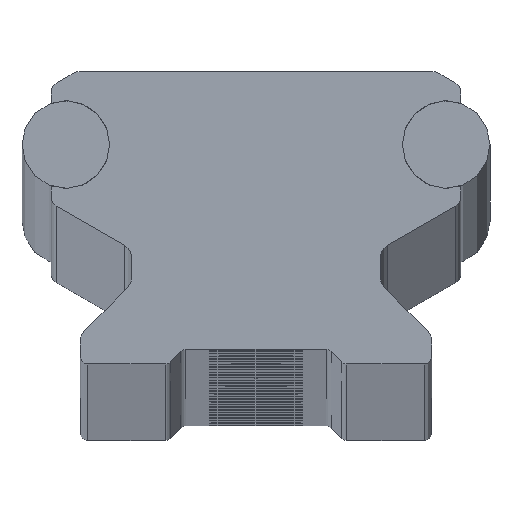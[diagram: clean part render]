
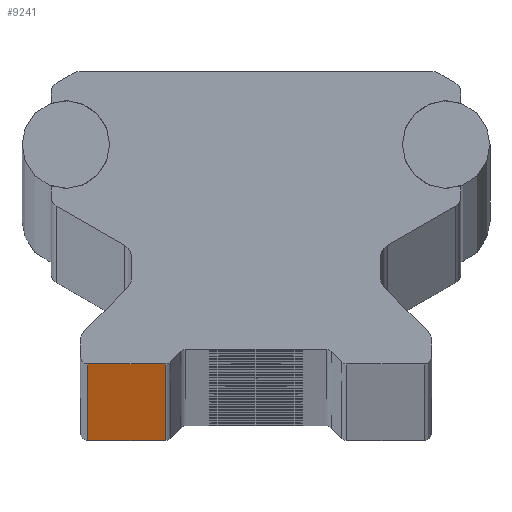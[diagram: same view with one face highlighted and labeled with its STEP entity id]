
A CAD part, top view. The second image highlights one B-rep face of the part: STEP entity #9241.
In plain terms, the highlighted planar face has unit normal (0, -1, 0).
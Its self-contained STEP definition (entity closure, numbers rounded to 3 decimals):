
#104 = ORIENTED_EDGE ( 'NONE', *, *, #9455, .T. ) ;
#430 = VERTEX_POINT ( 'NONE', #661 ) ;
#607 = CARTESIAN_POINT ( 'NONE',  ( -6.207, -15., 1500. ) ) ;
#661 = CARTESIAN_POINT ( 'NONE',  ( -11.5, -15., 1500. ) ) ;
#773 = PLANE ( 'NONE',  #7135 ) ;
#839 = DIRECTION ( 'NONE',  ( 1., 0., 0. ) ) ;
#1356 = CARTESIAN_POINT ( 'NONE',  ( -6.207, -15., -1500. ) ) ;
#1458 = VECTOR ( 'NONE', #839, 1000. ) ;
#2030 = EDGE_CURVE ( 'NONE', #8954, #3544, #4624, .T. ) ;
#2413 = VECTOR ( 'NONE', #9193, 1000. ) ;
#2729 = FACE_OUTER_BOUND ( 'NONE', #6898, .T. ) ;
#3145 = CARTESIAN_POINT ( 'NONE',  ( -11.5, -15., 1500. ) ) ;
#3291 = ORIENTED_EDGE ( 'NONE', *, *, #2030, .T. ) ;
#3544 = VERTEX_POINT ( 'NONE', #11576 ) ;
#4624 = LINE ( 'NONE', #607, #8645 ) ;
#5192 = LINE ( 'NONE', #3145, #2413 ) ;
#5245 = DIRECTION ( 'NONE',  ( 0., 1., 0. ) ) ;
#6137 = CARTESIAN_POINT ( 'NONE',  ( -6., -15., 1500. ) ) ;
#6291 = DIRECTION ( 'NONE',  ( 1., 0., 0. ) ) ;
#6642 = DIRECTION ( 'NONE',  ( 0., 0., 1. ) ) ;
#6898 = EDGE_LOOP ( 'NONE', ( #104, #3291, #9964, #11463 ) ) ;
#7030 = VERTEX_POINT ( 'NONE', #11185 ) ;
#7135 = AXIS2_PLACEMENT_3D ( 'NONE', #6137, #5245, #12491 ) ;
#7545 = VECTOR ( 'NONE', #6291, 1000. ) ;
#8645 = VECTOR ( 'NONE', #6642, 1000. ) ;
#8954 = VERTEX_POINT ( 'NONE', #1356 ) ;
#8998 = CARTESIAN_POINT ( 'NONE',  ( -6., -15., -1500. ) ) ;
#9193 = DIRECTION ( 'NONE',  ( 0., 0., -1. ) ) ;
#9241 = ADVANCED_FACE ( 'NONE', ( #2729 ), #773, .F. ) ;
#9265 = EDGE_CURVE ( 'NONE', #430, #7030, #5192, .T. ) ;
#9455 = EDGE_CURVE ( 'NONE', #7030, #8954, #10983, .T. ) ;
#9964 = ORIENTED_EDGE ( 'NONE', *, *, #11937, .F. ) ;
#10279 = LINE ( 'NONE', #12508, #7545 ) ;
#10983 = LINE ( 'NONE', #8998, #1458 ) ;
#11185 = CARTESIAN_POINT ( 'NONE',  ( -11.5, -15., -1500. ) ) ;
#11463 = ORIENTED_EDGE ( 'NONE', *, *, #9265, .T. ) ;
#11576 = CARTESIAN_POINT ( 'NONE',  ( -6.207, -15., 1500. ) ) ;
#11937 = EDGE_CURVE ( 'NONE', #430, #3544, #10279, .T. ) ;
#12491 = DIRECTION ( 'NONE',  ( -1., 0., 0. ) ) ;
#12508 = CARTESIAN_POINT ( 'NONE',  ( -6., -15., 1500. ) ) ;
